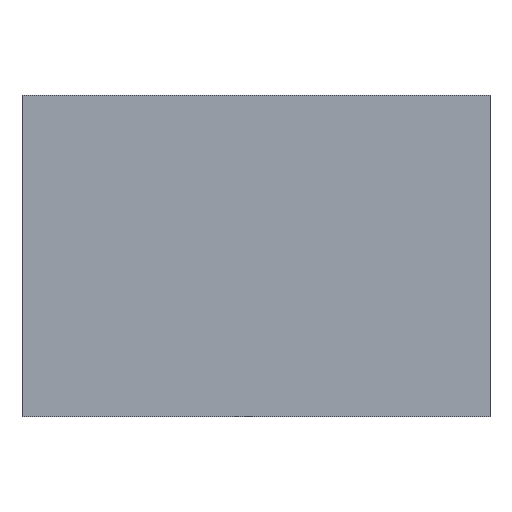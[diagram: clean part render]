
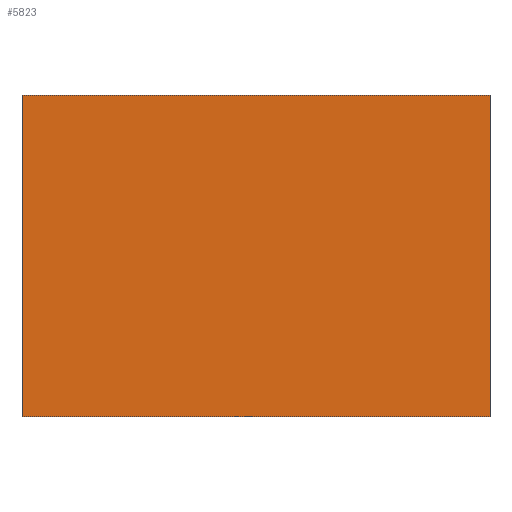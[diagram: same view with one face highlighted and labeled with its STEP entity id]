
A CAD part, front view. The second image highlights one B-rep face of the part: STEP entity #5823.
In plain terms, the highlighted planar face has unit normal (0, -1, 0).
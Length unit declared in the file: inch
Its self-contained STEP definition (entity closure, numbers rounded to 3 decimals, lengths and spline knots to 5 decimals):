
#593 = EDGE_CURVE ( 'NONE', #6452, #5604, #5325, .T. ) ;
#843 = CARTESIAN_POINT ( 'NONE',  ( 0.875, -1.3125, 1.20313 ) ) ;
#889 = ORIENTED_EDGE ( 'NONE', *, *, #1568, .F. ) ;
#1001 = CARTESIAN_POINT ( 'NONE',  ( 0.875, -1.3125, 0. ) ) ;
#1568 = EDGE_CURVE ( 'NONE', #2099, #5604, #5470, .T. ) ;
#1923 = ORIENTED_EDGE ( 'NONE', *, *, #3756, .T. ) ;
#2000 = LINE ( 'NONE', #2119, #5951 ) ;
#2099 = VERTEX_POINT ( 'NONE', #4660 ) ;
#2119 = CARTESIAN_POINT ( 'NONE',  ( -0.875, -1.3125, 1.20313 ) ) ;
#2184 = EDGE_LOOP ( 'NONE', ( #5100, #889, #2267, #1923 ) ) ;
#2186 = VECTOR ( 'NONE', #5945, 39.37008 ) ;
#2267 = ORIENTED_EDGE ( 'NONE', *, *, #4126, .F. ) ;
#3173 = DIRECTION ( 'NONE',  ( -1., 0., 0. ) ) ;
#3346 = DIRECTION ( 'NONE',  ( 1., 0., 0. ) ) ;
#3756 = EDGE_CURVE ( 'NONE', #4525, #6452, #2000, .T. ) ;
#3944 = VECTOR ( 'NONE', #3346, 39.37008 ) ;
#4074 = CARTESIAN_POINT ( 'NONE',  ( -0.875, -1.3125, 0. ) ) ;
#4126 = EDGE_CURVE ( 'NONE', #4525, #2099, #6476, .T. ) ;
#4525 = VERTEX_POINT ( 'NONE', #5657 ) ;
#4660 = CARTESIAN_POINT ( 'NONE',  ( 0.875, -1.3125, 1.20313 ) ) ;
#4670 = DIRECTION ( 'NONE',  ( 0., 0., -1. ) ) ;
#5021 = FACE_OUTER_BOUND ( 'NONE', #2184, .T. ) ;
#5100 = ORIENTED_EDGE ( 'NONE', *, *, #593, .T. ) ;
#5146 = CARTESIAN_POINT ( 'NONE',  ( 0.875, -1.3125, 1.20313 ) ) ;
#5325 = LINE ( 'NONE', #5931, #3944 ) ;
#5427 = CARTESIAN_POINT ( 'NONE',  ( 0.875, -1.3125, 1.20313 ) ) ;
#5470 = LINE ( 'NONE', #843, #6714 ) ;
#5604 = VERTEX_POINT ( 'NONE', #1001 ) ;
#5657 = CARTESIAN_POINT ( 'NONE',  ( -0.875, -1.3125, 1.20313 ) ) ;
#5698 = AXIS2_PLACEMENT_3D ( 'NONE', #5146, #6272, #3173 ) ;
#5748 = DIRECTION ( 'NONE',  ( 0., 0., -1. ) ) ;
#5754 = PLANE ( 'NONE',  #5698 ) ;
#5823 = ADVANCED_FACE ( 'NONE', ( #5021 ), #5754, .F. ) ;
#5931 = CARTESIAN_POINT ( 'NONE',  ( 0.875, -1.3125, 0. ) ) ;
#5945 = DIRECTION ( 'NONE',  ( 1., 0., 0. ) ) ;
#5951 = VECTOR ( 'NONE', #5748, 39.37008 ) ;
#6272 = DIRECTION ( 'NONE',  ( 0., 1., 0. ) ) ;
#6452 = VERTEX_POINT ( 'NONE', #4074 ) ;
#6476 = LINE ( 'NONE', #5427, #2186 ) ;
#6714 = VECTOR ( 'NONE', #4670, 39.37008 ) ;
